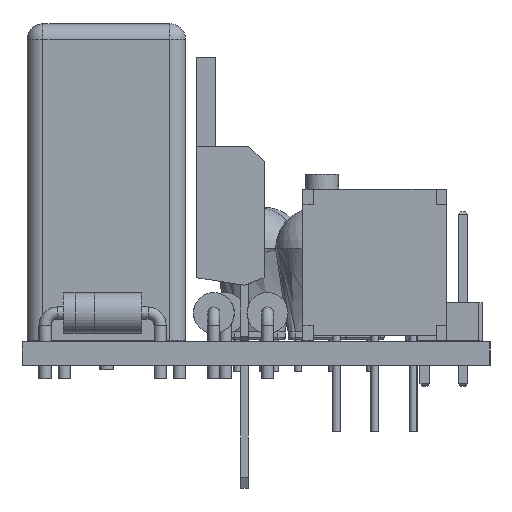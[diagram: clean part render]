
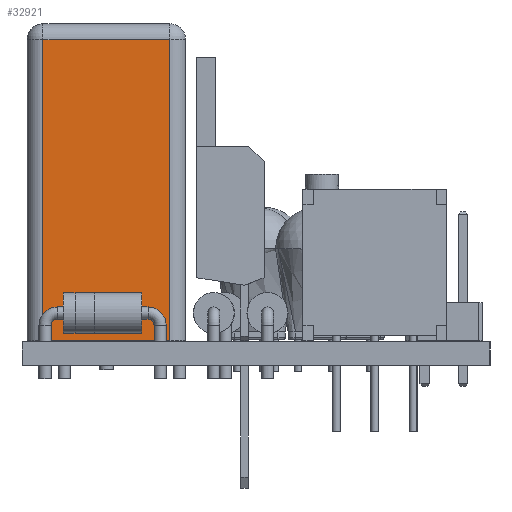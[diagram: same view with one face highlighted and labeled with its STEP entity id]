
A CAD part, left-side view. The second image highlights one B-rep face of the part: STEP entity #32921.
In plain terms, the highlighted planar face has unit normal (-1, 0, 0).
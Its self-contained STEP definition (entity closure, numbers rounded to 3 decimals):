
#32921 = ADVANCED_FACE('',(#32922),#32936,.F.);
#32922 = FACE_BOUND('',#32923,.F.);
#32923 = EDGE_LOOP('',(#32924,#32959,#32987,#33015));
#32924 = ORIENTED_EDGE('',*,*,#32925,.F.);
#32925 = EDGE_CURVE('',#32926,#32928,#32930,.T.);
#32926 = VERTEX_POINT('',#32927);
#32927 = CARTESIAN_POINT('',(-2.,-4.2,0.));
#32928 = VERTEX_POINT('',#32929);
#32929 = CARTESIAN_POINT('',(-2.,-4.2,19.95));
#32930 = SURFACE_CURVE('',#32931,(#32935,#32947),.PCURVE_S1.);
#32931 = LINE('',#32932,#32933);
#32932 = CARTESIAN_POINT('',(-2.,-4.2,0.));
#32933 = VECTOR('',#32934,1.);
#32934 = DIRECTION('',(0.,0.,1.));
#32935 = PCURVE('',#32936,#32941);
#32936 = PLANE('',#32937);
#32937 = AXIS2_PLACEMENT_3D('',#32938,#32939,#32940);
#32938 = CARTESIAN_POINT('',(-2.,-5.25,0.));
#32939 = DIRECTION('',(1.,0.,0.));
#32940 = DIRECTION('',(0.,0.,1.));
#32941 = DEFINITIONAL_REPRESENTATION('',(#32942),#32946);
#32942 = LINE('',#32943,#32944);
#32943 = CARTESIAN_POINT('',(0.,-1.05));
#32944 = VECTOR('',#32945,1.);
#32945 = DIRECTION('',(1.,0.));
#32946 = ( GEOMETRIC_REPRESENTATION_CONTEXT(2) 
PARAMETRIC_REPRESENTATION_CONTEXT() REPRESENTATION_CONTEXT('2D SPACE',''
  ) );
#32947 = PCURVE('',#32948,#32953);
#32948 = CYLINDRICAL_SURFACE('',#32949,1.05);
#32949 = AXIS2_PLACEMENT_3D('',#32950,#32951,#32952);
#32950 = CARTESIAN_POINT('',(-0.95,-4.2,0.));
#32951 = DIRECTION('',(0.,0.,1.));
#32952 = DIRECTION('',(-1.,0.,0.));
#32953 = DEFINITIONAL_REPRESENTATION('',(#32954),#32958);
#32954 = LINE('',#32955,#32956);
#32955 = CARTESIAN_POINT('',(0.,0.));
#32956 = VECTOR('',#32957,1.);
#32957 = DIRECTION('',(0.,1.));
#32958 = ( GEOMETRIC_REPRESENTATION_CONTEXT(2) 
PARAMETRIC_REPRESENTATION_CONTEXT() REPRESENTATION_CONTEXT('2D SPACE',''
  ) );
#32959 = ORIENTED_EDGE('',*,*,#32960,.T.);
#32960 = EDGE_CURVE('',#32926,#32961,#32963,.T.);
#32961 = VERTEX_POINT('',#32962);
#32962 = CARTESIAN_POINT('',(-2.,4.2,0.));
#32963 = SURFACE_CURVE('',#32964,(#32968,#32975),.PCURVE_S1.);
#32964 = LINE('',#32965,#32966);
#32965 = CARTESIAN_POINT('',(-2.,-5.25,0.));
#32966 = VECTOR('',#32967,1.);
#32967 = DIRECTION('',(0.,1.,0.));
#32968 = PCURVE('',#32936,#32969);
#32969 = DEFINITIONAL_REPRESENTATION('',(#32970),#32974);
#32970 = LINE('',#32971,#32972);
#32971 = CARTESIAN_POINT('',(0.,0.));
#32972 = VECTOR('',#32973,1.);
#32973 = DIRECTION('',(0.,-1.));
#32974 = ( GEOMETRIC_REPRESENTATION_CONTEXT(2) 
PARAMETRIC_REPRESENTATION_CONTEXT() REPRESENTATION_CONTEXT('2D SPACE',''
  ) );
#32975 = PCURVE('',#32976,#32981);
#32976 = PLANE('',#32977);
#32977 = AXIS2_PLACEMENT_3D('',#32978,#32979,#32980);
#32978 = CARTESIAN_POINT('',(-2.,-5.25,0.));
#32979 = DIRECTION('',(0.,0.,1.));
#32980 = DIRECTION('',(1.,0.,-0.));
#32981 = DEFINITIONAL_REPRESENTATION('',(#32982),#32986);
#32982 = LINE('',#32983,#32984);
#32983 = CARTESIAN_POINT('',(0.,0.));
#32984 = VECTOR('',#32985,1.);
#32985 = DIRECTION('',(0.,1.));
#32986 = ( GEOMETRIC_REPRESENTATION_CONTEXT(2) 
PARAMETRIC_REPRESENTATION_CONTEXT() REPRESENTATION_CONTEXT('2D SPACE',''
  ) );
#32987 = ORIENTED_EDGE('',*,*,#32988,.T.);
#32988 = EDGE_CURVE('',#32961,#32989,#32991,.T.);
#32989 = VERTEX_POINT('',#32990);
#32990 = CARTESIAN_POINT('',(-2.,4.2,19.95));
#32991 = SURFACE_CURVE('',#32992,(#32996,#33003),.PCURVE_S1.);
#32992 = LINE('',#32993,#32994);
#32993 = CARTESIAN_POINT('',(-2.,4.2,0.));
#32994 = VECTOR('',#32995,1.);
#32995 = DIRECTION('',(0.,0.,1.));
#32996 = PCURVE('',#32936,#32997);
#32997 = DEFINITIONAL_REPRESENTATION('',(#32998),#33002);
#32998 = LINE('',#32999,#33000);
#32999 = CARTESIAN_POINT('',(0.,-9.45));
#33000 = VECTOR('',#33001,1.);
#33001 = DIRECTION('',(1.,0.));
#33002 = ( GEOMETRIC_REPRESENTATION_CONTEXT(2) 
PARAMETRIC_REPRESENTATION_CONTEXT() REPRESENTATION_CONTEXT('2D SPACE',''
  ) );
#33003 = PCURVE('',#33004,#33009);
#33004 = CYLINDRICAL_SURFACE('',#33005,1.05);
#33005 = AXIS2_PLACEMENT_3D('',#33006,#33007,#33008);
#33006 = CARTESIAN_POINT('',(-0.95,4.2,0.));
#33007 = DIRECTION('',(0.,0.,1.));
#33008 = DIRECTION('',(-1.,0.,0.));
#33009 = DEFINITIONAL_REPRESENTATION('',(#33010),#33014);
#33010 = LINE('',#33011,#33012);
#33011 = CARTESIAN_POINT('',(6.283,0.));
#33012 = VECTOR('',#33013,1.);
#33013 = DIRECTION('',(0.,1.));
#33014 = ( GEOMETRIC_REPRESENTATION_CONTEXT(2) 
PARAMETRIC_REPRESENTATION_CONTEXT() REPRESENTATION_CONTEXT('2D SPACE',''
  ) );
#33015 = ORIENTED_EDGE('',*,*,#33016,.F.);
#33016 = EDGE_CURVE('',#32928,#32989,#33017,.T.);
#33017 = SURFACE_CURVE('',#33018,(#33022,#33029),.PCURVE_S1.);
#33018 = LINE('',#33019,#33020);
#33019 = CARTESIAN_POINT('',(-2.,-4.2,19.95));
#33020 = VECTOR('',#33021,1.);
#33021 = DIRECTION('',(0.,1.,0.));
#33022 = PCURVE('',#32936,#33023);
#33023 = DEFINITIONAL_REPRESENTATION('',(#33024),#33028);
#33024 = LINE('',#33025,#33026);
#33025 = CARTESIAN_POINT('',(19.95,-1.05));
#33026 = VECTOR('',#33027,1.);
#33027 = DIRECTION('',(0.,-1.));
#33028 = ( GEOMETRIC_REPRESENTATION_CONTEXT(2) 
PARAMETRIC_REPRESENTATION_CONTEXT() REPRESENTATION_CONTEXT('2D SPACE',''
  ) );
#33029 = PCURVE('',#33030,#33035);
#33030 = CYLINDRICAL_SURFACE('',#33031,1.05);
#33031 = AXIS2_PLACEMENT_3D('',#33032,#33033,#33034);
#33032 = CARTESIAN_POINT('',(-0.95,-4.2,19.95));
#33033 = DIRECTION('',(0.,1.,0.));
#33034 = DIRECTION('',(0.,-0.,1.));
#33035 = DEFINITIONAL_REPRESENTATION('',(#33036),#33040);
#33036 = LINE('',#33037,#33038);
#33037 = CARTESIAN_POINT('',(4.712,0.));
#33038 = VECTOR('',#33039,1.);
#33039 = DIRECTION('',(0.,1.));
#33040 = ( GEOMETRIC_REPRESENTATION_CONTEXT(2) 
PARAMETRIC_REPRESENTATION_CONTEXT() REPRESENTATION_CONTEXT('2D SPACE',''
  ) );
